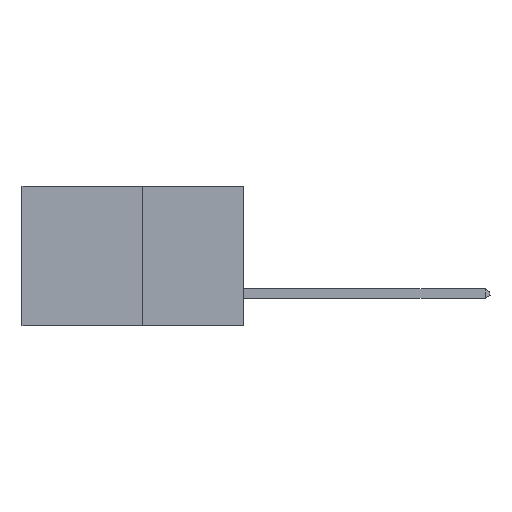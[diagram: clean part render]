
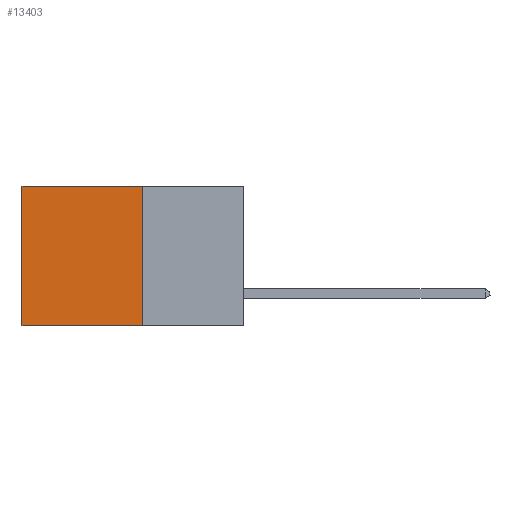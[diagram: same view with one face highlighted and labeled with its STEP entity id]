
A CAD part, left-side view. The second image highlights one B-rep face of the part: STEP entity #13403.
In plain terms, the highlighted planar face has unit normal (-1, 0, 0).
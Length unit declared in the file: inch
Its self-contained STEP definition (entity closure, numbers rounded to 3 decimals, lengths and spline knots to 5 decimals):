
#68 = EDGE_CURVE ( 'NONE', #4500, #8772, #543, .T. ) ;
#451 = LINE ( 'NONE', #1791, #3334 ) ;
#543 = LINE ( 'NONE', #9710, #5961 ) ;
#1791 = CARTESIAN_POINT ( 'NONE',  ( 0.277, 0.59, -0.37 ) ) ;
#1862 = DIRECTION ( 'NONE',  ( 1., 0., 0. ) ) ;
#3334 = VECTOR ( 'NONE', #9447, 39.37008 ) ;
#3402 = FACE_OUTER_BOUND ( 'NONE', #12587, .T. ) ;
#3603 = CARTESIAN_POINT ( 'NONE',  ( 0.277, 0.27, -0.37 ) ) ;
#3647 = VERTEX_POINT ( 'NONE', #8695 ) ;
#4500 = VERTEX_POINT ( 'NONE', #8270 ) ;
#4838 = DIRECTION ( 'NONE',  ( 0., 1., 0. ) ) ;
#5277 = CARTESIAN_POINT ( 'NONE',  ( 0.277, 0.27, 0. ) ) ;
#5440 = LINE ( 'NONE', #6994, #11028 ) ;
#5811 = CARTESIAN_POINT ( 'NONE',  ( 0.277, 0.59, -0.37 ) ) ;
#5961 = VECTOR ( 'NONE', #10586, 39.37008 ) ;
#6669 = ORIENTED_EDGE ( 'NONE', *, *, #9625, .T. ) ;
#6934 = EDGE_CURVE ( 'NONE', #14145, #4500, #9789, .T. ) ;
#6994 = CARTESIAN_POINT ( 'NONE',  ( 0.277, 0.27, 0. ) ) ;
#8270 = CARTESIAN_POINT ( 'NONE',  ( 0.277, 0.27, -0.37 ) ) ;
#8695 = CARTESIAN_POINT ( 'NONE',  ( 0.277, 0.59, 0. ) ) ;
#8753 = ORIENTED_EDGE ( 'NONE', *, *, #13231, .T. ) ;
#8772 = VERTEX_POINT ( 'NONE', #5811 ) ;
#9447 = DIRECTION ( 'NONE',  ( 0., 0., -1. ) ) ;
#9527 = DIRECTION ( 'NONE',  ( 0., 0., -1. ) ) ;
#9625 = EDGE_CURVE ( 'NONE', #3647, #8772, #451, .T. ) ;
#9710 = CARTESIAN_POINT ( 'NONE',  ( 0.277, 0.27, -0.37 ) ) ;
#9789 = LINE ( 'NONE', #3603, #11719 ) ;
#9988 = ORIENTED_EDGE ( 'NONE', *, *, #68, .F. ) ;
#10216 = DIRECTION ( 'NONE',  ( 0., 0., -1. ) ) ;
#10586 = DIRECTION ( 'NONE',  ( 0., 1., 0. ) ) ;
#11028 = VECTOR ( 'NONE', #4838, 39.37008 ) ;
#11287 = AXIS2_PLACEMENT_3D ( 'NONE', #11729, #1862, #9527 ) ;
#11391 = ORIENTED_EDGE ( 'NONE', *, *, #6934, .F. ) ;
#11719 = VECTOR ( 'NONE', #10216, 39.37008 ) ;
#11729 = CARTESIAN_POINT ( 'NONE',  ( 0.277, 0.27, -0.37 ) ) ;
#12587 = EDGE_LOOP ( 'NONE', ( #6669, #9988, #11391, #8753 ) ) ;
#12822 = PLANE ( 'NONE',  #11287 ) ;
#13231 = EDGE_CURVE ( 'NONE', #14145, #3647, #5440, .T. ) ;
#13403 = ADVANCED_FACE ( 'NONE', ( #3402 ), #12822, .F. ) ;
#14145 = VERTEX_POINT ( 'NONE', #5277 ) ;
